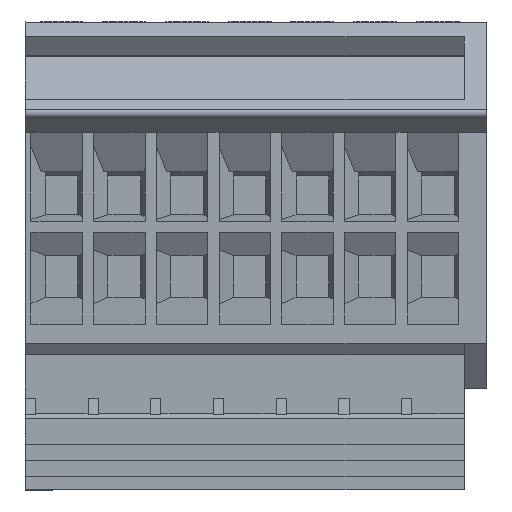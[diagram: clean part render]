
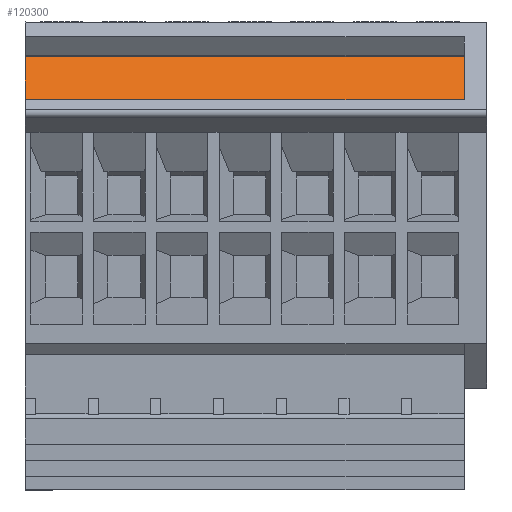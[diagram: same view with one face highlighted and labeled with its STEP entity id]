
A CAD part, front view. The second image highlights one B-rep face of the part: STEP entity #120300.
In plain terms, the highlighted planar face has unit normal (0, -0.866, 0.5).
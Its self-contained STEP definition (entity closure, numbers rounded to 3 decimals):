
#5000=CARTESIAN_POINT('',(0.,6.767,
40.994));
#5010=VERTEX_POINT('',#5000);
#5040=CARTESIAN_POINT('',(0.,-1.919,
25.95));
#5050=DIRECTION('',(0.,-0.5,
-0.866));
#5060=VECTOR('',#5050,1.);
#5070=LINE('',#5040,#5060);
#5080=CARTESIAN_POINT('',(0.,3.617,
35.538));
#5090=VERTEX_POINT('',#5080);
#5100=EDGE_CURVE('',#5010,#5090,#5070,.T.);
#119920=CARTESIAN_POINT('',(43.05,3.617,
35.538));
#119930=VERTEX_POINT('',#119920);
#119980=CARTESIAN_POINT('',(0.,3.617,
35.538));
#119990=DIRECTION('',(-1.,0.,0.));
#120000=VECTOR('',#119990,1.);
#120010=LINE('',#119980,#120000);
#120020=EDGE_CURVE('',#119930,#5090,#120010,.T.);
#120070=CARTESIAN_POINT('',(6.15,4.892,
37.746));
#120080=DIRECTION('',(0.,0.866,
-0.5));
#120090=DIRECTION('',(0.,0.5,
0.866));
#120100=AXIS2_PLACEMENT_3D('',#120070,#120080,#120090);
#120110=PLANE('',#120100);
#120120=CARTESIAN_POINT('',(43.05,-10.579,
10.95));
#120130=DIRECTION('',(0.,0.5,
0.866));
#120140=VECTOR('',#120130,1.);
#120150=LINE('',#120120,#120140);
#120160=CARTESIAN_POINT('',(43.05,6.767,
40.994));
#120170=VERTEX_POINT('',#120160);
#120180=EDGE_CURVE('',#119930,#120170,#120150,.T.);
#120190=ORIENTED_EDGE('',*,*,#120180,.T.);
#120200=ORIENTED_EDGE('',*,*,#120020,.F.);
#120210=ORIENTED_EDGE('',*,*,#5100,.T.);
#120220=CARTESIAN_POINT('',(0.,6.767,
40.994));
#120230=DIRECTION('',(1.,0.,0.));
#120240=VECTOR('',#120230,1.);
#120250=LINE('',#120220,#120240);
#120260=EDGE_CURVE('',#5010,#120170,#120250,.T.);
#120270=ORIENTED_EDGE('',*,*,#120260,.F.);
#120280=EDGE_LOOP('',(#120270,#120210,#120200,#120190));
#120290=FACE_OUTER_BOUND('',#120280,.T.);
#120300=ADVANCED_FACE('',(#120290),#120110,.F.);
